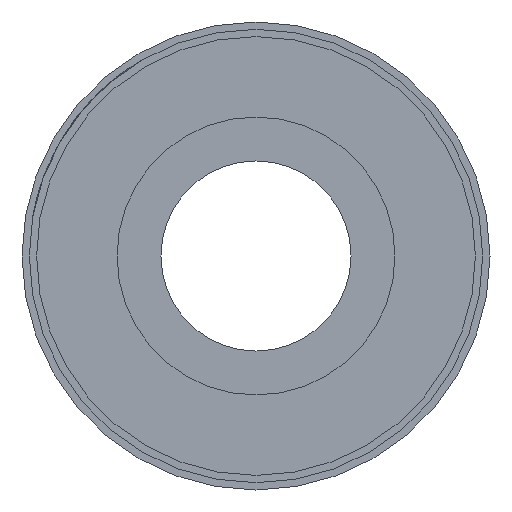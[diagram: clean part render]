
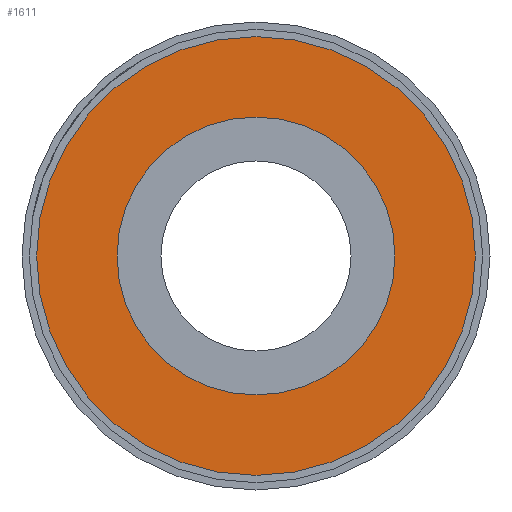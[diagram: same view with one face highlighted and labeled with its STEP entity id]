
A CAD part, left-side view. The second image highlights one B-rep face of the part: STEP entity #1611.
In plain terms, the highlighted planar face has unit normal (-1, 0, 0).
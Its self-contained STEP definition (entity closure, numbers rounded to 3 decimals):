
#201 = CARTESIAN_POINT ( 'NONE',  ( 0., 0., 9.5 ) ) ;
#664 = CARTESIAN_POINT ( 'NONE',  ( 0., 0., -15. ) ) ;
#780 = DIRECTION ( 'NONE',  ( -1., 0., 0. ) ) ;
#945 = FACE_OUTER_BOUND ( 'NONE', #2445, .T. ) ;
#1036 = EDGE_LOOP ( 'NONE', ( #1588, #6171 ) ) ;
#1129 = AXIS2_PLACEMENT_3D ( 'NONE', #4272, #1286, #6111 ) ;
#1249 = AXIS2_PLACEMENT_3D ( 'NONE', #2793, #7568, #5701 ) ;
#1269 = EDGE_CURVE ( 'NONE', #7318, #3594, #7400, .T. ) ;
#1286 = DIRECTION ( 'NONE',  ( -1., 0., 0. ) ) ;
#1393 = DIRECTION ( 'NONE',  ( -1., 0., 0. ) ) ;
#1506 = AXIS2_PLACEMENT_3D ( 'NONE', #3475, #7042, #1625 ) ;
#1570 = FACE_BOUND ( 'NONE', #1036, .T. ) ;
#1588 = ORIENTED_EDGE ( 'NONE', *, *, #5216, .F. ) ;
#1611 = ADVANCED_FACE ( 'NONE', ( #1570, #945 ), #2751, .F. ) ;
#1620 = ORIENTED_EDGE ( 'NONE', *, *, #1746, .T. ) ;
#1625 = DIRECTION ( 'NONE',  ( 0., 0., 1. ) ) ;
#1746 = EDGE_CURVE ( 'NONE', #3594, #7318, #2508, .T. ) ;
#1948 = DIRECTION ( 'NONE',  ( 0., 0., 1. ) ) ;
#2279 = AXIS2_PLACEMENT_3D ( 'NONE', #4819, #780, #1948 ) ;
#2445 = EDGE_LOOP ( 'NONE', ( #4853, #1620 ) ) ;
#2508 = CIRCLE ( 'NONE', #1129, 15. ) ;
#2751 = PLANE ( 'NONE',  #1249 ) ;
#2793 = CARTESIAN_POINT ( 'NONE',  ( 0., 0., 0. ) ) ;
#2919 = CIRCLE ( 'NONE', #2279, 9.5 ) ;
#3144 = EDGE_CURVE ( 'NONE', #6339, #3670, #7416, .T. ) ;
#3475 = CARTESIAN_POINT ( 'NONE',  ( 0., 0., 0. ) ) ;
#3577 = CARTESIAN_POINT ( 'NONE',  ( 0., 0., 15. ) ) ;
#3594 = VERTEX_POINT ( 'NONE', #664 ) ;
#3670 = VERTEX_POINT ( 'NONE', #201 ) ;
#3796 = DIRECTION ( 'NONE',  ( 0., 0., 1. ) ) ;
#4272 = CARTESIAN_POINT ( 'NONE',  ( 0., 0., 0. ) ) ;
#4752 = CARTESIAN_POINT ( 'NONE',  ( 0., 0., -9.5 ) ) ;
#4819 = CARTESIAN_POINT ( 'NONE',  ( 0., 0., 0. ) ) ;
#4853 = ORIENTED_EDGE ( 'NONE', *, *, #1269, .T. ) ;
#5216 = EDGE_CURVE ( 'NONE', #3670, #6339, #2919, .T. ) ;
#5701 = DIRECTION ( 'NONE',  ( 0., 0., -1. ) ) ;
#6111 = DIRECTION ( 'NONE',  ( 0., 0., 1. ) ) ;
#6171 = ORIENTED_EDGE ( 'NONE', *, *, #3144, .F. ) ;
#6185 = CARTESIAN_POINT ( 'NONE',  ( 0., 0., 0. ) ) ;
#6339 = VERTEX_POINT ( 'NONE', #4752 ) ;
#7036 = AXIS2_PLACEMENT_3D ( 'NONE', #6185, #1393, #3796 ) ;
#7042 = DIRECTION ( 'NONE',  ( -1., 0., 0. ) ) ;
#7318 = VERTEX_POINT ( 'NONE', #3577 ) ;
#7400 = CIRCLE ( 'NONE', #1506, 15. ) ;
#7416 = CIRCLE ( 'NONE', #7036, 9.5 ) ;
#7568 = DIRECTION ( 'NONE',  ( 1., 0., 0. ) ) ;
